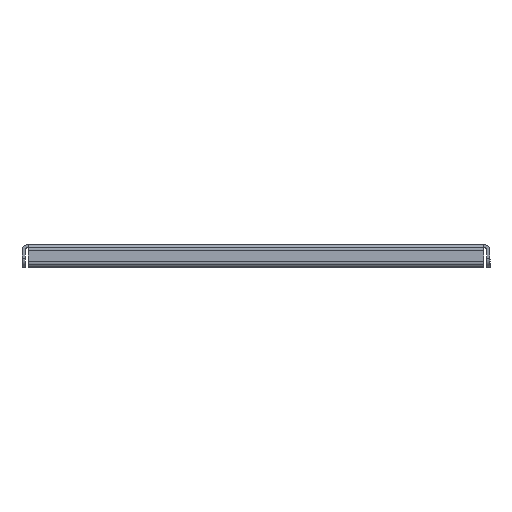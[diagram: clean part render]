
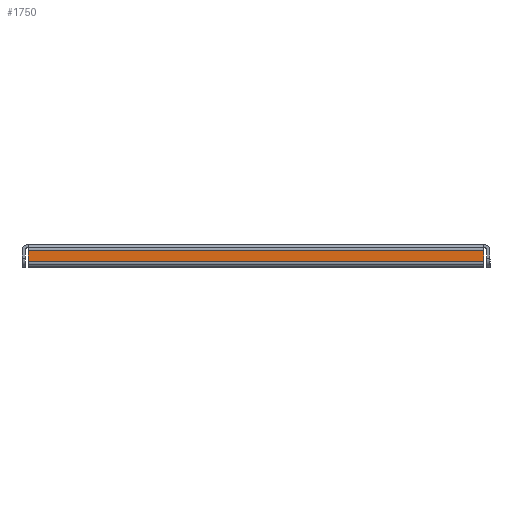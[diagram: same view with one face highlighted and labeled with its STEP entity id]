
A CAD part, front view. The second image highlights one B-rep face of the part: STEP entity #1750.
In plain terms, the highlighted planar face has unit normal (0, -1, 0).
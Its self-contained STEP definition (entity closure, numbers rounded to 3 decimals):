
#181 = LINE ( 'NONE', #2078, #867 ) ;
#335 = CARTESIAN_POINT ( 'NONE',  ( -145.5, -500., -11. ) ) ;
#438 = ORIENTED_EDGE ( 'NONE', *, *, #784, .T. ) ;
#498 = EDGE_CURVE ( 'NONE', #3318, #1735, #3297, .T. ) ;
#568 = VERTEX_POINT ( 'NONE', #335 ) ;
#784 = EDGE_CURVE ( 'NONE', #568, #1084, #1754, .T. ) ;
#867 = VECTOR ( 'NONE', #1507, 1000. ) ;
#1084 = VERTEX_POINT ( 'NONE', #2102 ) ;
#1091 = EDGE_CURVE ( 'NONE', #1735, #1084, #181, .T. ) ;
#1098 = CARTESIAN_POINT ( 'NONE',  ( 0., -500., 0. ) ) ;
#1327 = EDGE_CURVE ( 'NONE', #568, #3318, #2706, .T. ) ;
#1341 = DIRECTION ( 'NONE',  ( 0., 0., 1. ) ) ;
#1423 = VECTOR ( 'NONE', #1341, 1000. ) ;
#1424 = CARTESIAN_POINT ( 'NONE',  ( 145.5, -500., -4. ) ) ;
#1431 = DIRECTION ( 'NONE',  ( 1., 0., 0. ) ) ;
#1507 = DIRECTION ( 'NONE',  ( 0., 0., -1. ) ) ;
#1735 = VERTEX_POINT ( 'NONE', #1424 ) ;
#1750 = ADVANCED_FACE ( 'NONE', ( #2748 ), #4054, .F. ) ;
#1754 = LINE ( 'NONE', #3074, #2245 ) ;
#1902 = EDGE_LOOP ( 'NONE', ( #438, #3114, #3187, #3262 ) ) ;
#2031 = CARTESIAN_POINT ( 'NONE',  ( -145.5, -500., -4. ) ) ;
#2078 = CARTESIAN_POINT ( 'NONE',  ( 145.5, -500., -2. ) ) ;
#2102 = CARTESIAN_POINT ( 'NONE',  ( 145.5, -500., -11. ) ) ;
#2159 = VECTOR ( 'NONE', #3679, 1000. ) ;
#2245 = VECTOR ( 'NONE', #1431, 1000. ) ;
#2380 = CARTESIAN_POINT ( 'NONE',  ( -145.5, -500., -15. ) ) ;
#2419 = DIRECTION ( 'NONE',  ( 0., 1., 0. ) ) ;
#2706 = LINE ( 'NONE', #2380, #1423 ) ;
#2748 = FACE_OUTER_BOUND ( 'NONE', #1902, .T. ) ;
#2973 = CARTESIAN_POINT ( 'NONE',  ( 145.5, -500., -4. ) ) ;
#3074 = CARTESIAN_POINT ( 'NONE',  ( -145.5, -500., -11. ) ) ;
#3114 = ORIENTED_EDGE ( 'NONE', *, *, #1091, .F. ) ;
#3187 = ORIENTED_EDGE ( 'NONE', *, *, #498, .F. ) ;
#3262 = ORIENTED_EDGE ( 'NONE', *, *, #1327, .F. ) ;
#3297 = LINE ( 'NONE', #2973, #2159 ) ;
#3318 = VERTEX_POINT ( 'NONE', #2031 ) ;
#3679 = DIRECTION ( 'NONE',  ( 1., 0., 0. ) ) ;
#3739 = DIRECTION ( 'NONE',  ( 0., 0., 1. ) ) ;
#3827 = AXIS2_PLACEMENT_3D ( 'NONE', #1098, #2419, #3739 ) ;
#4054 = PLANE ( 'NONE',  #3827 ) ;
